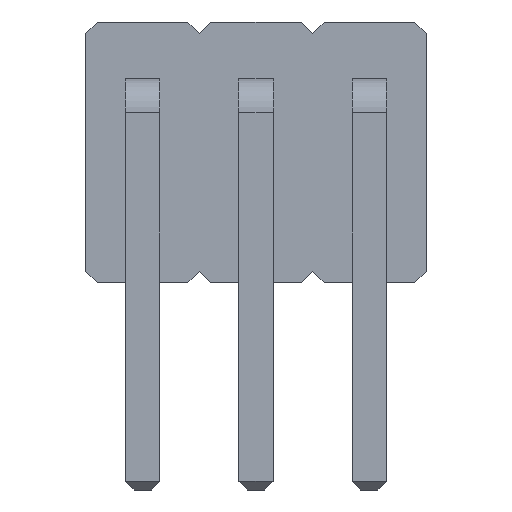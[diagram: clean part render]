
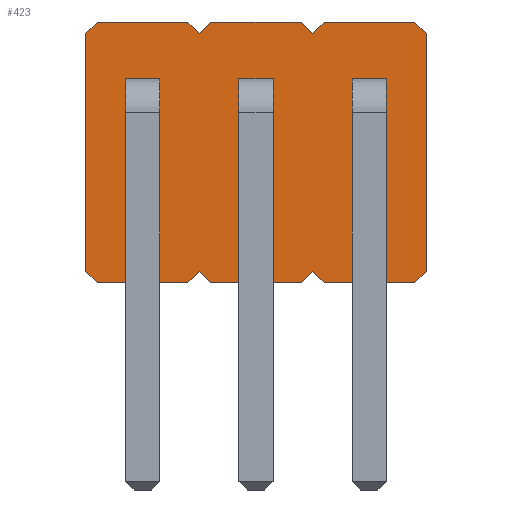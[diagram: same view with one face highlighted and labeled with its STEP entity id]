
A CAD part, left-side view. The second image highlights one B-rep face of the part: STEP entity #423.
In plain terms, the highlighted planar face has unit normal (-1, 0, 0).
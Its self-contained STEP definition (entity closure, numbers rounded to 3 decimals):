
#13=DIRECTION('',(0.,0.,1.));
#22=VERTEX_POINT('',#23);
#23=CARTESIAN_POINT('',(1.9,0.5,0.1));
#34=VECTOR('',#35,1.);
#35=DIRECTION('',(0.,-0.707,-0.707));
#38=VERTEX_POINT('',#39);
#39=CARTESIAN_POINT('',(1.9,0.4,0.));
#42=EDGE_CURVE('',#22,#38,#43,.T.);
#43=LINE('',#23,#34);
#46=DIRECTION('',(0.,0.707,-0.707));
#56=VECTOR('',#57,1.);
#57=DIRECTION('',(0.,-1.,0.));
#60=VERTEX_POINT('',#61);
#61=CARTESIAN_POINT('',(1.9,-0.4,0.));
#64=EDGE_CURVE('',#38,#60,#65,.T.);
#65=LINE('',#39,#56);
#78=VECTOR('',#79,1.);
#79=DIRECTION('',(0.,-0.707,0.707));
#82=VERTEX_POINT('',#83);
#83=CARTESIAN_POINT('',(1.9,-0.5,0.1));
#86=EDGE_CURVE('',#60,#82,#87,.T.);
#87=LINE('',#61,#78);
#102=VERTEX_POINT('',#103);
#103=CARTESIAN_POINT('',(1.9,-0.6,0.));
#106=EDGE_CURVE('',#82,#102,#107,.T.);
#107=LINE('',#83,#34);
#121=VERTEX_POINT('',#122);
#122=CARTESIAN_POINT('',(1.9,-1.4,0.));
#125=EDGE_CURVE('',#102,#121,#126,.T.);
#126=LINE('',#103,#56);
#140=VERTEX_POINT('',#141);
#141=CARTESIAN_POINT('',(1.9,-1.5,0.1));
#144=EDGE_CURVE('',#121,#140,#145,.T.);
#145=LINE('',#122,#78);
#160=VERTEX_POINT('',#161);
#161=CARTESIAN_POINT('',(1.9,-1.6,0.));
#164=EDGE_CURVE('',#140,#160,#165,.T.);
#165=LINE('',#166,#34);
#166=CARTESIAN_POINT('',(1.9,-1.5,0.1));
#181=VERTEX_POINT('',#182);
#182=CARTESIAN_POINT('',(1.9,-2.4,0.));
#185=EDGE_CURVE('',#160,#181,#186,.T.);
#186=LINE('',#187,#56);
#187=CARTESIAN_POINT('',(1.9,-1.6,0.));
#201=VERTEX_POINT('',#202);
#202=CARTESIAN_POINT('',(1.9,-2.5,0.1));
#205=EDGE_CURVE('',#181,#201,#206,.T.);
#206=LINE('',#182,#78);
#219=VECTOR('',#13,1.);
#222=VERTEX_POINT('',#223);
#223=CARTESIAN_POINT('',(1.9,-2.5,2.2));
#226=EDGE_CURVE('',#201,#222,#227,.T.);
#227=LINE('',#228,#219);
#228=CARTESIAN_POINT('',(1.9,-2.5,0.1));
#240=VECTOR('',#241,1.);
#241=DIRECTION('',(0.,0.707,0.707));
#244=VERTEX_POINT('',#245);
#245=CARTESIAN_POINT('',(1.9,-2.4,2.3));
#248=EDGE_CURVE('',#222,#244,#249,.T.);
#249=LINE('',#223,#240);
#261=VECTOR('',#262,1.);
#262=DIRECTION('',(0.,1.,0.));
#265=VERTEX_POINT('',#266);
#266=CARTESIAN_POINT('',(1.9,-1.6,2.3));
#269=EDGE_CURVE('',#244,#265,#270,.T.);
#270=LINE('',#245,#261);
#282=VECTOR('',#46,1.);
#285=VERTEX_POINT('',#286);
#286=CARTESIAN_POINT('',(1.9,-1.5,2.2));
#289=EDGE_CURVE('',#265,#285,#290,.T.);
#290=LINE('',#266,#282);
#304=VERTEX_POINT('',#305);
#305=CARTESIAN_POINT('',(1.9,-1.4,2.3));
#308=EDGE_CURVE('',#285,#304,#309,.T.);
#309=LINE('',#286,#240);
#323=VERTEX_POINT('',#324);
#324=CARTESIAN_POINT('',(1.9,-0.6,2.3));
#327=EDGE_CURVE('',#304,#323,#328,.T.);
#328=LINE('',#305,#261);
#342=VERTEX_POINT('',#343);
#343=CARTESIAN_POINT('',(1.9,-0.5,2.2));
#346=EDGE_CURVE('',#323,#342,#347,.T.);
#347=LINE('',#324,#282);
#361=VERTEX_POINT('',#362);
#362=CARTESIAN_POINT('',(1.9,-0.4,2.3));
#365=EDGE_CURVE('',#342,#361,#366,.T.);
#366=LINE('',#343,#240);
#380=VERTEX_POINT('',#381);
#381=CARTESIAN_POINT('',(1.9,0.4,2.3));
#384=EDGE_CURVE('',#361,#380,#385,.T.);
#385=LINE('',#362,#261);
#399=VERTEX_POINT('',#400);
#400=CARTESIAN_POINT('',(1.9,0.5,2.2));
#403=EDGE_CURVE('',#380,#399,#404,.T.);
#404=LINE('',#381,#282);
#414=VECTOR('',#415,1.);
#415=DIRECTION('',(0.,0.,-1.));
#418=EDGE_CURVE('',#399,#22,#419,.T.);
#419=LINE('',#400,#414);
#423=ADVANCED_FACE('',(#424),#446,.T.);
#424=FACE_BOUND('',#425,.T.);
#425=EDGE_LOOP('',(#426,#427,#428,#429,#430,#431,#432,#433,#434,#435,#436,#437,#438,#439,#440,#441,#442,#443,#444,#445));
#426=ORIENTED_EDGE('',*,*,#42,.T.);
#427=ORIENTED_EDGE('',*,*,#64,.T.);
#428=ORIENTED_EDGE('',*,*,#86,.T.);
#429=ORIENTED_EDGE('',*,*,#106,.T.);
#430=ORIENTED_EDGE('',*,*,#125,.T.);
#431=ORIENTED_EDGE('',*,*,#144,.T.);
#432=ORIENTED_EDGE('',*,*,#164,.T.);
#433=ORIENTED_EDGE('',*,*,#185,.T.);
#434=ORIENTED_EDGE('',*,*,#205,.T.);
#435=ORIENTED_EDGE('',*,*,#226,.T.);
#436=ORIENTED_EDGE('',*,*,#248,.T.);
#437=ORIENTED_EDGE('',*,*,#269,.T.);
#438=ORIENTED_EDGE('',*,*,#289,.T.);
#439=ORIENTED_EDGE('',*,*,#308,.T.);
#440=ORIENTED_EDGE('',*,*,#327,.T.);
#441=ORIENTED_EDGE('',*,*,#346,.T.);
#442=ORIENTED_EDGE('',*,*,#365,.T.);
#443=ORIENTED_EDGE('',*,*,#384,.T.);
#444=ORIENTED_EDGE('',*,*,#403,.T.);
#445=ORIENTED_EDGE('',*,*,#418,.T.);
#446=PLANE('',#447);
#447=AXIS2_PLACEMENT_3D('',#448,#449,#450);
#448=CARTESIAN_POINT('',(1.9,-1.,1.15));
#449=DIRECTION('',(-1.,0.,0.));
#450=DIRECTION('',(0.,0.,-1.));
